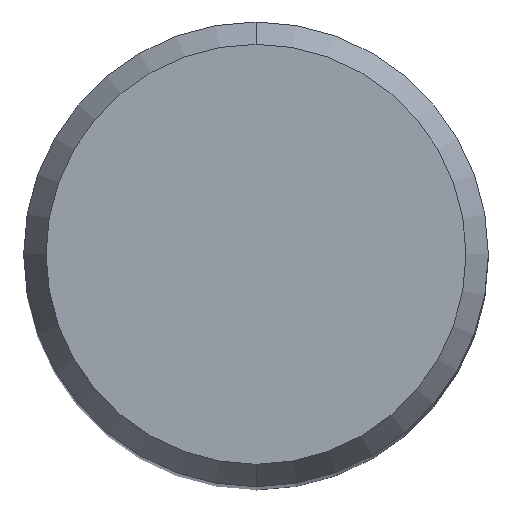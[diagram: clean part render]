
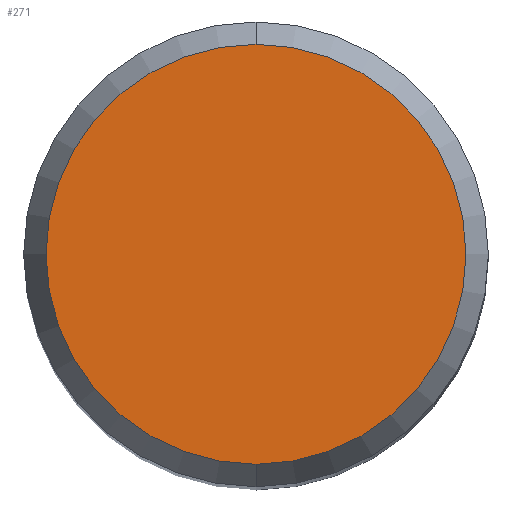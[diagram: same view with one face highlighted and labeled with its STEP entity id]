
A CAD part, top view. The second image highlights one B-rep face of the part: STEP entity #271.
In plain terms, the highlighted planar face has unit normal (0, 0, 1).
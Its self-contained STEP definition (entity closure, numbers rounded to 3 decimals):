
#159=VERTEX_POINT('',#366);
#165=EDGE_CURVE('',#251,#159,#372,.T.);
#251=VERTEX_POINT('',#477);
#271=ADVANCED_FACE('',(#498),#499,.T.);
#279=EDGE_CURVE('',#159,#251,#507,.T.);
#366=CARTESIAN_POINT('',(0.,-4.304,0.01));
#372=CIRCLE('',#606,4.304);
#477=CARTESIAN_POINT('',(0.0,4.304,0.01));
#498=FACE_OUTER_BOUND('',#760,.T.);
#499=PLANE('',#761);
#507=CIRCLE('',#773,4.304);
#606=AXIS2_PLACEMENT_3D('',#855,#856,#857);
#760=EDGE_LOOP('',(#1041,#1042));
#761=AXIS2_PLACEMENT_3D('',#1043,#1044,#1045);
#773=AXIS2_PLACEMENT_3D('',#1050,#1051,#1052);
#855=CARTESIAN_POINT('',(0.0,0.0,0.01));
#856=DIRECTION('',(0.0,0.0,-1.0));
#857=DIRECTION('',(0.0,1.0,0.0));
#1041=ORIENTED_EDGE('',*,*,#165,.F.);
#1042=ORIENTED_EDGE('',*,*,#279,.F.);
#1043=CARTESIAN_POINT('',(0.0,2.152,0.01));
#1044=DIRECTION('',(-0.0,0.0,1.0));
#1045=DIRECTION('',(0.0,-1.0,0.0));
#1050=CARTESIAN_POINT('',(0.0,0.0,0.01));
#1051=DIRECTION('',(0.0,0.0,-1.0));
#1052=DIRECTION('',(0.0,1.0,0.0));
